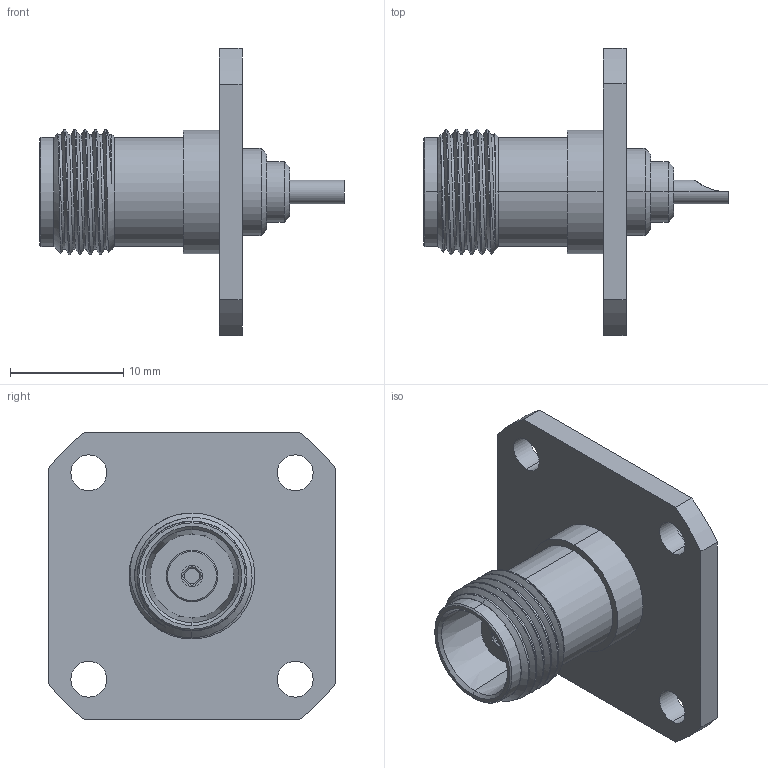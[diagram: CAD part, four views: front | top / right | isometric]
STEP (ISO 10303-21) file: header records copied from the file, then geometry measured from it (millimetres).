
FILE_DESCRIPTION (( 'STEP AP214' ), '1' );
FILE_NAME ('SC4233_3D.step', '2023-09-18T15:51:19', ( '' ), ( '' ), 'SwSTEP 2.0', 'SolidWorks 2022', '' );
FILE_SCHEMA (( 'AUTOMOTIVE_DESIGN' ));
Length unit declared in the file: inch
Products named in the file (1): SC4233_3D
Bounding box: 26.95 x 25.4 x 25.4 mm (x, y, z)
Volume: 2327.8 mm3; surface area: 2487.4 mm2
Topology: 1 solids, 1 shells, 116 faces, 283 edges, 179 vertices
Faces by surface type: cylinder 51, plane 41, cone 21, bspline 3
Entity records: 5383 total; most frequent: CARTESIAN_POINT 2665, ORIENTED_EDGE 566, DIRECTION 558, EDGE_CURVE 283, AXIS2_PLACEMENT_3D 221, VERTEX_POINT 179, EDGE_LOOP 134, LINE 116
